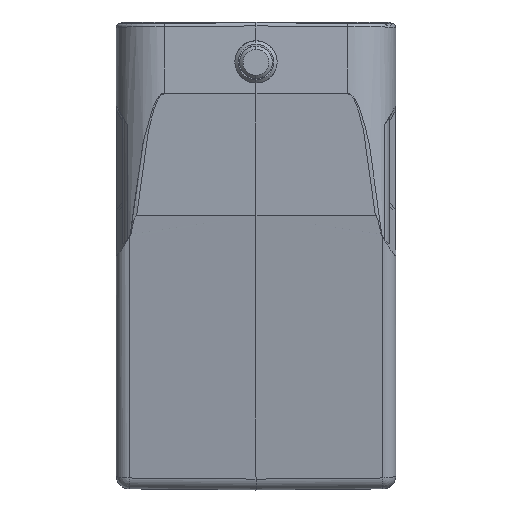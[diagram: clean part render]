
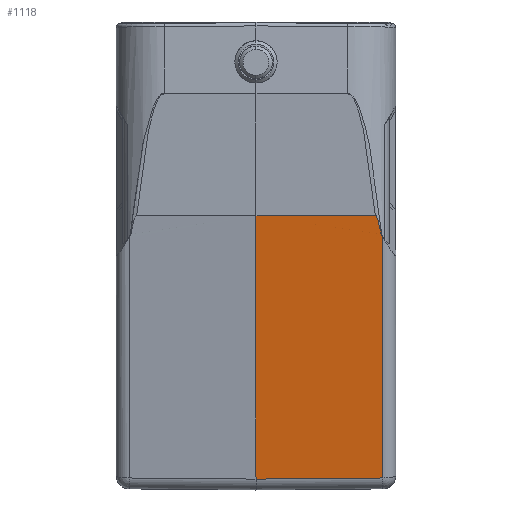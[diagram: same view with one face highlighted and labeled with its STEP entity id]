
A CAD part, left-side view. The second image highlights one B-rep face of the part: STEP entity #1118.
In plain terms, the highlighted planar face has unit normal (-0.987, -0.009, -0.16).
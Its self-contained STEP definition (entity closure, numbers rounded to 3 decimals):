
#408=B_SPLINE_CURVE_WITH_KNOTS('',3,(#12543,#12544,#12545,#12546),
 .UNSPECIFIED.,.F.,.F.,(4,4),(0.,1.),.UNSPECIFIED.);
#426=B_SPLINE_CURVE_WITH_KNOTS('',3,(#12708,#12709,#12710,#12711,#12712,
#12713,#12714,#12715),.UNSPECIFIED.,.F.,.F.,(4,2,2,4),(0.,0.25,0.5,1.),
 .UNSPECIFIED.);
#427=B_SPLINE_CURVE_WITH_KNOTS('',3,(#12717,#12718,#12719,#12720),
 .UNSPECIFIED.,.F.,.F.,(4,4),(0.,1.),.UNSPECIFIED.);
#429=B_SPLINE_CURVE_WITH_KNOTS('',3,(#12866,#12867,#12868,#12869),
 .UNSPECIFIED.,.F.,.F.,(4,4),(0.,1.),.UNSPECIFIED.);
#1118=ADVANCED_FACE('NONE',(#1779),#1494,.T.);
#1494=PLANE('',#8355);
#1779=FACE_OUTER_BOUND('',#2249,.T.);
#2249=EDGE_LOOP('',(#4882,#4883,#4884,#4885,#4886,#4887,#4888));
#2846=LINE('',#12871,#3441);
#2894=LINE('',#13823,#3489);
#2895=LINE('',#13825,#3490);
#3441=VECTOR('',#9427,1.);
#3489=VECTOR('',#9571,1.);
#3490=VECTOR('',#9572,1.);
#4882=ORIENTED_EDGE('',*,*,#7340,.T.);
#4883=ORIENTED_EDGE('',*,*,#7382,.F.);
#4884=ORIENTED_EDGE('',*,*,#7381,.T.);
#4885=ORIENTED_EDGE('',*,*,#7385,.T.);
#4886=ORIENTED_EDGE('',*,*,#7496,.F.);
#4887=ORIENTED_EDGE('',*,*,#7497,.F.);
#4888=ORIENTED_EDGE('',*,*,#7386,.T.);
#6443=VERTEX_POINT('',#12547);
#6444=VERTEX_POINT('',#12548);
#6468=VERTEX_POINT('',#12707);
#6469=VERTEX_POINT('',#12716);
#6470=VERTEX_POINT('',#12865);
#6471=VERTEX_POINT('',#12872);
#6532=VERTEX_POINT('',#13824);
#7340=EDGE_CURVE('NONE',#6443,#6444,#408,.T.);
#7381=EDGE_CURVE('NONE',#6469,#6468,#426,.T.);
#7382=EDGE_CURVE('NONE',#6469,#6444,#427,.T.);
#7385=EDGE_CURVE('NONE',#6468,#6470,#429,.T.);
#7386=EDGE_CURVE('NONE',#6471,#6443,#2846,.T.);
#7496=EDGE_CURVE('NONE',#6532,#6470,#2894,.T.);
#7497=EDGE_CURVE('NONE',#6471,#6532,#2895,.T.);
#8355=AXIS2_PLACEMENT_3D('',#13826,#9573,#9574);
#9427=DIRECTION('',(-0.16,0.,0.987));
#9571=DIRECTION('',(-0.16,0.,0.987));
#9572=DIRECTION('',(-0.007,1.,-0.009));
#9573=DIRECTION('',(-0.987,-0.009,-0.16));
#9574=DIRECTION('',(-0.16,0.,0.987));
#12543=CARTESIAN_POINT('',(-27.646,-19.517,-33.103));
#12544=CARTESIAN_POINT('',(-27.671,-19.432,-32.955));
#12545=CARTESIAN_POINT('',(-27.696,-19.346,-32.807));
#12546=CARTESIAN_POINT('',(-27.721,-19.261,-32.659));
#12547=CARTESIAN_POINT('',(-27.646,-19.517,-33.103));
#12548=CARTESIAN_POINT('',(-27.718,-19.261,-32.658));
#12707=CARTESIAN_POINT('',(-28.196,-18.362,-29.778));
#12708=CARTESIAN_POINT('',(-27.724,-19.251,-32.64));
#12709=CARTESIAN_POINT('',(-27.807,-19.159,-32.135));
#12710=CARTESIAN_POINT('',(-27.879,-19.068,-31.693));
#12711=CARTESIAN_POINT('',(-28.004,-18.891,-30.937));
#12712=CARTESIAN_POINT('',(-28.064,-18.787,-30.571));
#12713=CARTESIAN_POINT('',(-28.163,-18.584,-29.972));
#12714=CARTESIAN_POINT('',(-28.196,-18.465,-29.774));
#12715=CARTESIAN_POINT('',(-28.196,-18.362,-29.778));
#12716=CARTESIAN_POINT('',(-27.724,-19.251,-32.64));
#12717=CARTESIAN_POINT('',(-27.724,-19.251,-32.64));
#12718=CARTESIAN_POINT('',(-27.722,-19.253,-32.652));
#12719=CARTESIAN_POINT('',(-27.719,-19.256,-32.658));
#12720=CARTESIAN_POINT('',(-27.717,-19.259,-32.658));
#12865=CARTESIAN_POINT('',(-28.355,0.,-29.802));
#12866=CARTESIAN_POINT('',(-28.196,-18.362,-29.778));
#12867=CARTESIAN_POINT('',(-28.249,-12.242,-29.786));
#12868=CARTESIAN_POINT('',(-28.302,-6.121,-29.794));
#12869=CARTESIAN_POINT('',(-28.355,0.,-29.802));
#12871=CARTESIAN_POINT('',(-21.332,-19.517,-71.973));
#12872=CARTESIAN_POINT('',(-21.628,-19.517,-70.15));
#13823=CARTESIAN_POINT('',(-21.5,0.,-72.));
#13824=CARTESIAN_POINT('',(-21.773,0.,-70.321));
#13825=CARTESIAN_POINT('',(-22.426,88.035,-71.089));
#13826=CARTESIAN_POINT('',(-21.5,0.,-72.));
